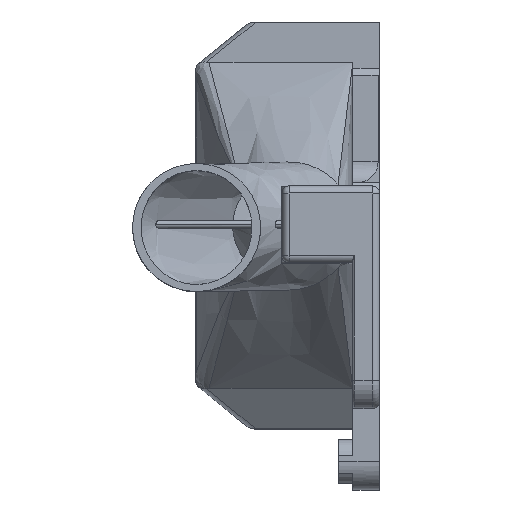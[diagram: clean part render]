
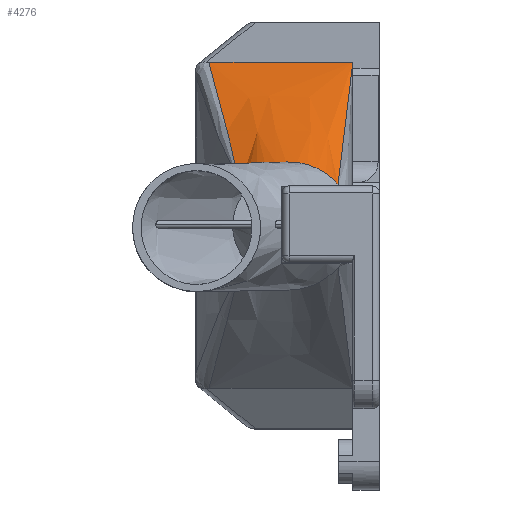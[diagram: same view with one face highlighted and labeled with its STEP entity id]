
A CAD part, top view. The second image highlights one B-rep face of the part: STEP entity #4276.
In plain terms, the highlighted free-form (B-spline) face has degree [3, 3] with [7, 4] control points.
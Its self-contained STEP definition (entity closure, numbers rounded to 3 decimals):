
#141=B_SPLINE_SURFACE_WITH_KNOTS('',3,3,((#7093,#7094,#7095,#7096),(#7097,
#7098,#7099,#7100),(#7101,#7102,#7103,#7104),(#7105,#7106,#7107,#7108),
(#7109,#7110,#7111,#7112),(#7113,#7114,#7115,#7116),(#7117,#7118,#7119,
#7120)),.UNSPECIFIED.,.F.,.F.,.F.,(4,1,1,1,4),(4,4),(0.,0.286,
0.571,0.714,1.),(0.,1.),.UNSPECIFIED.);
#231=B_SPLINE_CURVE_WITH_KNOTS('',3,(#7053,#7054,#7055,#7056,#7057,#7058,
#7059,#7060),.UNSPECIFIED.,.F.,.F.,(4,2,1,1,4),(-0.003,0.,
1.93,2.573,3.145),.UNSPECIFIED.);
#414=FACE_OUTER_BOUND('',#664,.T.);
#664=EDGE_LOOP('',(#2933,#2934,#2935,#2936,#2937));
#938=LINE('',#6669,#1243);
#952=LINE('',#7125,#1257);
#1243=VECTOR('',#4980,10.);
#1257=VECTOR('',#5014,31.338);
#1543=CIRCLE('',#4538,9.);
#1544=CIRCLE('',#4539,9.);
#1759=VERTEX_POINT('',#6661);
#1760=VERTEX_POINT('',#6668);
#1792=VERTEX_POINT('',#7044);
#1795=VERTEX_POINT('',#7121);
#1796=VERTEX_POINT('',#7123);
#2194=EDGE_CURVE('',#1760,#1759,#938,.T.);
#2233=EDGE_CURVE('',#1792,#1759,#231,.T.);
#2237=EDGE_CURVE('',#1792,#1795,#1543,.F.);
#2238=EDGE_CURVE('',#1796,#1795,#1544,.T.);
#2239=EDGE_CURVE('',#1796,#1760,#952,.T.);
#2933=ORIENTED_EDGE('',*,*,#2233,.F.);
#2934=ORIENTED_EDGE('',*,*,#2237,.T.);
#2935=ORIENTED_EDGE('',*,*,#2238,.F.);
#2936=ORIENTED_EDGE('',*,*,#2239,.T.);
#2937=ORIENTED_EDGE('',*,*,#2194,.T.);
#4276=ADVANCED_FACE('',(#414),#141,.F.);
#4538=AXIS2_PLACEMENT_3D('',#7122,#5010,#5011);
#4539=AXIS2_PLACEMENT_3D('',#7124,#5012,#5013);
#4980=DIRECTION('',(-1.,0.,0.));
#5010=DIRECTION('center_axis',(0.,0.,
1.));
#5011=DIRECTION('ref_axis',(0.,-1.,0.));
#5012=DIRECTION('center_axis',(0.,0.,
1.));
#5013=DIRECTION('ref_axis',(0.,-1.,0.));
#5014=DIRECTION('',(0.066,0.549,-0.833));
#6661=CARTESIAN_POINT('',(-31.84,283.317,29.909));
#6668=CARTESIAN_POINT('',(-11.613,283.317,29.909));
#6669=CARTESIAN_POINT('',(-11.613,283.317,29.909));
#7044=CARTESIAN_POINT('',(-27.436,266.101,56.012));
#7053=CARTESIAN_POINT('Ctrl Pts',(-27.436,266.101,56.012));
#7054=CARTESIAN_POINT('Ctrl Pts',(-27.438,266.108,56.003));
#7055=CARTESIAN_POINT('Ctrl Pts',(-27.439,266.114,55.994));
#7056=CARTESIAN_POINT('Ctrl Pts',(-28.365,269.898,50.805));
#7057=CARTESIAN_POINT('Ctrl Pts',(-29.476,274.619,43.685));
#7058=CARTESIAN_POINT('Ctrl Pts',(-30.975,280.187,34.911));
#7059=CARTESIAN_POINT('Ctrl Pts',(-31.56,282.318,31.51));
#7060=CARTESIAN_POINT('Ctrl Pts',(-31.84,283.317,29.909));
#7093=CARTESIAN_POINT('Ctrl Pts',(-13.691,266.101,56.012));
#7094=CARTESIAN_POINT('Ctrl Pts',(-12.998,271.84,47.311));
#7095=CARTESIAN_POINT('Ctrl Pts',(-12.306,277.578,38.61));
#7096=CARTESIAN_POINT('Ctrl Pts',(-11.613,283.317,29.909));
#7097=CARTESIAN_POINT('Ctrl Pts',(-14.652,267.239,56.012));
#7098=CARTESIAN_POINT('Ctrl Pts',(-14.34,272.598,47.311));
#7099=CARTESIAN_POINT('Ctrl Pts',(-14.026,277.958,38.61));
#7100=CARTESIAN_POINT('Ctrl Pts',(-13.713,283.317,29.909));
#7101=CARTESIAN_POINT('Ctrl Pts',(-17.152,269.025,56.012));
#7102=CARTESIAN_POINT('Ctrl Pts',(-17.406,273.789,47.311));
#7103=CARTESIAN_POINT('Ctrl Pts',(-17.66,278.553,38.61));
#7104=CARTESIAN_POINT('Ctrl Pts',(-17.913,283.317,29.909));
#7105=CARTESIAN_POINT('Ctrl Pts',(-20.961,269.498,56.012));
#7106=CARTESIAN_POINT('Ctrl Pts',(-21.695,274.104,47.311));
#7107=CARTESIAN_POINT('Ctrl Pts',(-22.429,278.712,38.61));
#7108=CARTESIAN_POINT('Ctrl Pts',(-23.163,283.317,29.909));
#7109=CARTESIAN_POINT('Ctrl Pts',(-24.6,268.574,56.012));
#7110=CARTESIAN_POINT('Ctrl Pts',(-25.871,273.489,47.311));
#7111=CARTESIAN_POINT('Ctrl Pts',(-27.142,278.403,38.61));
#7112=CARTESIAN_POINT('Ctrl Pts',(-28.413,283.317,29.909));
#7113=CARTESIAN_POINT('Ctrl Pts',(-26.474,267.239,56.012));
#7114=CARTESIAN_POINT('Ctrl Pts',(-28.17,272.596,47.311));
#7115=CARTESIAN_POINT('Ctrl Pts',(-29.868,277.959,38.61));
#7116=CARTESIAN_POINT('Ctrl Pts',(-31.563,283.317,29.909));
#7117=CARTESIAN_POINT('Ctrl Pts',(-27.436,266.101,56.012));
#7118=CARTESIAN_POINT('Ctrl Pts',(-29.512,271.84,47.311));
#7119=CARTESIAN_POINT('Ctrl Pts',(-31.588,277.578,38.61));
#7120=CARTESIAN_POINT('Ctrl Pts',(-33.663,283.317,29.909));
#7121=CARTESIAN_POINT('',(-14.225,266.68,56.012));
#7122=CARTESIAN_POINT('Origin',(-20.563,260.29,56.012));
#7123=CARTESIAN_POINT('',(-13.691,266.101,56.012));
#7124=CARTESIAN_POINT('Origin',(-20.563,260.29,56.012));
#7125=CARTESIAN_POINT('',(-13.691,266.101,56.012));
